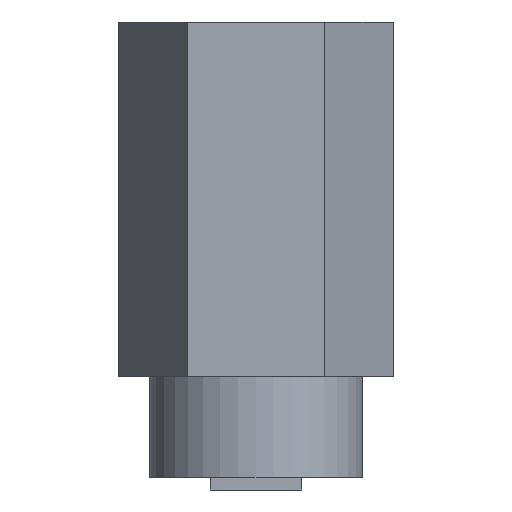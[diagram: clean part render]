
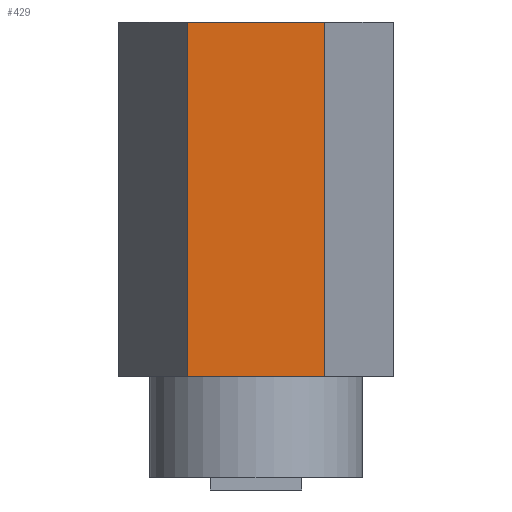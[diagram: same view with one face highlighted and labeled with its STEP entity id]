
A CAD part, front view. The second image highlights one B-rep face of the part: STEP entity #429.
In plain terms, the highlighted planar face has unit normal (0, -1, 0).
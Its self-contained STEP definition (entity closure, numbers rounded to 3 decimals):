
#68 = CARTESIAN_POINT ( 'NONE',  ( -6.784, -11.75, 25. ) ) ;
#70 = ORIENTED_EDGE ( 'NONE', *, *, #601, .T. ) ;
#103 = VERTEX_POINT ( 'NONE', #1231 ) ;
#117 = VECTOR ( 'NONE', #782, 1000. ) ;
#141 = FACE_OUTER_BOUND ( 'NONE', #1286, .T. ) ;
#156 = ORIENTED_EDGE ( 'NONE', *, *, #685, .F. ) ;
#250 = CARTESIAN_POINT ( 'NONE',  ( -6.784, -11.75, -10. ) ) ;
#251 = CARTESIAN_POINT ( 'NONE',  ( -6.784, -11.75, -10. ) ) ;
#313 = VECTOR ( 'NONE', #1087, 1000. ) ;
#330 = ORIENTED_EDGE ( 'NONE', *, *, #571, .T. ) ;
#377 = DIRECTION ( 'NONE',  ( 0., -1., 0. ) ) ;
#429 = ADVANCED_FACE ( 'NONE', ( #141 ), #906, .T. ) ;
#438 = CARTESIAN_POINT ( 'NONE',  ( -6.784, -11.75, -10. ) ) ;
#446 = VECTOR ( 'NONE', #1266, 1000. ) ;
#451 = CARTESIAN_POINT ( 'NONE',  ( 6.784, -11.75, -10. ) ) ;
#571 = EDGE_CURVE ( 'NONE', #611, #103, #1325, .T. ) ;
#572 = CARTESIAN_POINT ( 'NONE',  ( 6.784, -11.75, -10. ) ) ;
#601 = EDGE_CURVE ( 'NONE', #990, #611, #1233, .T. ) ;
#611 = VERTEX_POINT ( 'NONE', #572 ) ;
#685 = EDGE_CURVE ( 'NONE', #990, #1210, #787, .T. ) ;
#690 = DIRECTION ( 'NONE',  ( 1., 0., 0. ) ) ;
#782 = DIRECTION ( 'NONE',  ( 0., 0., 1. ) ) ;
#787 = LINE ( 'NONE', #438, #313 ) ;
#809 = CARTESIAN_POINT ( 'NONE',  ( -6.784, -11.75, -10. ) ) ;
#906 = PLANE ( 'NONE',  #1378 ) ;
#990 = VERTEX_POINT ( 'NONE', #251 ) ;
#1038 = EDGE_CURVE ( 'NONE', #1210, #103, #1066, .T. ) ;
#1066 = LINE ( 'NONE', #68, #446 ) ;
#1087 = DIRECTION ( 'NONE',  ( 0., 0., 1. ) ) ;
#1210 = VERTEX_POINT ( 'NONE', #1226 ) ;
#1226 = CARTESIAN_POINT ( 'NONE',  ( -6.784, -11.75, 25. ) ) ;
#1231 = CARTESIAN_POINT ( 'NONE',  ( 6.784, -11.75, 25. ) ) ;
#1233 = LINE ( 'NONE', #250, #1292 ) ;
#1260 = ORIENTED_EDGE ( 'NONE', *, *, #1038, .F. ) ;
#1266 = DIRECTION ( 'NONE',  ( 1., 0., 0. ) ) ;
#1286 = EDGE_LOOP ( 'NONE', ( #330, #1260, #156, #70 ) ) ;
#1292 = VECTOR ( 'NONE', #690, 1000. ) ;
#1325 = LINE ( 'NONE', #451, #117 ) ;
#1354 = DIRECTION ( 'NONE',  ( 1., 0., 0. ) ) ;
#1378 = AXIS2_PLACEMENT_3D ( 'NONE', #809, #377, #1354 ) ;
